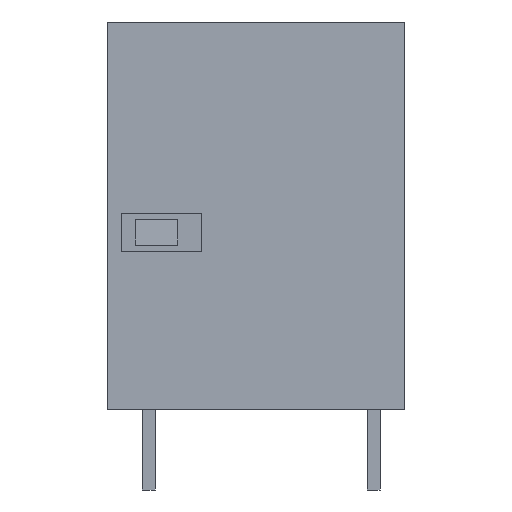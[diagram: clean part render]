
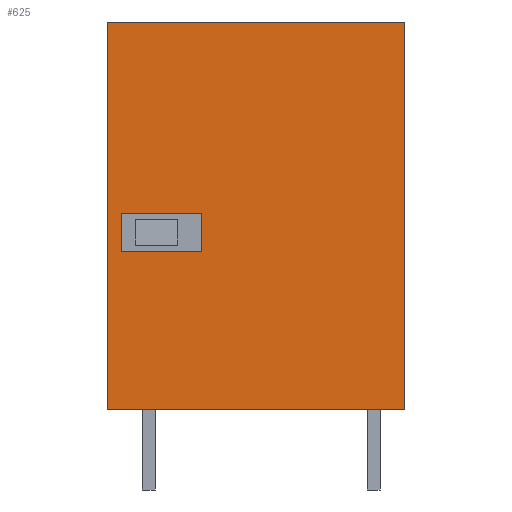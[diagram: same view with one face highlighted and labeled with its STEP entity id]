
A CAD part, left-side view. The second image highlights one B-rep face of the part: STEP entity #625.
In plain terms, the highlighted planar face has unit normal (-1, 0, 0).
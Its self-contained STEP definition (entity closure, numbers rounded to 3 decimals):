
#571=AXIS2_PLACEMENT_3D('Plane Axis2P3D',#568,#569,#570) ;
#49=CARTESIAN_POINT('Vertex',(0.,0.,5.)) ;
#52=CARTESIAN_POINT('Line Origine',(0.,9.25,5.)) ;
#56=CARTESIAN_POINT('Vertex',(0.,18.5,5.)) ;
#148=CARTESIAN_POINT('Line Origine',(0.,0.,17.075)) ;
#152=CARTESIAN_POINT('Vertex',(0.,0.,29.15)) ;
#568=CARTESIAN_POINT('Axis2P3D Location',(0.,18.5,0.)) ;
#573=CARTESIAN_POINT('Line Origine',(0.,9.25,29.15)) ;
#577=CARTESIAN_POINT('Vertex',(0.,18.5,29.15)) ;
#580=CARTESIAN_POINT('Line Origine',(0.,18.5,17.075)) ;
#591=CARTESIAN_POINT('Line Origine',(0.,15.151,17.25)) ;
#595=CARTESIAN_POINT('Vertex',(0.,12.651,17.25)) ;
#597=CARTESIAN_POINT('Vertex',(0.,17.65,17.25)) ;
#600=CARTESIAN_POINT('Line Origine',(0.,12.651,16.05)) ;
#604=CARTESIAN_POINT('Vertex',(0.,12.651,14.85)) ;
#607=CARTESIAN_POINT('Line Origine',(0.,15.151,14.85)) ;
#611=CARTESIAN_POINT('Vertex',(0.,17.65,14.85)) ;
#614=CARTESIAN_POINT('Line Origine',(0.,17.65,16.05)) ;
#53=DIRECTION('Vector Direction',(0.,-1.,0.)) ;
#149=DIRECTION('Vector Direction',(0.,0.,-1.)) ;
#569=DIRECTION('Axis2P3D Direction',(-1.,0.,0.)) ;
#570=DIRECTION('Axis2P3D XDirection',(0.,-1.,0.)) ;
#574=DIRECTION('Vector Direction',(0.,1.,0.)) ;
#581=DIRECTION('Vector Direction',(0.,0.,-1.)) ;
#592=DIRECTION('Vector Direction',(0.,1.,0.)) ;
#601=DIRECTION('Vector Direction',(0.,0.,1.)) ;
#608=DIRECTION('Vector Direction',(0.,-1.,0.)) ;
#615=DIRECTION('Vector Direction',(0.,0.,-1.)) ;
#54=VECTOR('Line Direction',#53,1.) ;
#150=VECTOR('Line Direction',#149,1.) ;
#575=VECTOR('Line Direction',#574,1.) ;
#582=VECTOR('Line Direction',#581,1.) ;
#593=VECTOR('Line Direction',#592,1.) ;
#602=VECTOR('Line Direction',#601,1.) ;
#609=VECTOR('Line Direction',#608,1.) ;
#616=VECTOR('Line Direction',#615,1.) ;
#586=ORIENTED_EDGE('',*,*,#579,.T.) ;
#587=ORIENTED_EDGE('',*,*,#584,.T.) ;
#588=ORIENTED_EDGE('',*,*,#58,.T.) ;
#589=ORIENTED_EDGE('',*,*,#154,.T.) ;
#620=ORIENTED_EDGE('',*,*,#599,.F.) ;
#621=ORIENTED_EDGE('',*,*,#606,.F.) ;
#622=ORIENTED_EDGE('',*,*,#613,.F.) ;
#623=ORIENTED_EDGE('',*,*,#618,.F.) ;
#624=FACE_BOUND('',#619,.T.) ;
#625=ADVANCED_FACE('HOUSING',(#590,#624),#572,.T.) ;
#58=EDGE_CURVE('',#57,#50,#55,.T.) ;
#154=EDGE_CURVE('',#50,#153,#151,.F.) ;
#579=EDGE_CURVE('',#153,#578,#576,.T.) ;
#584=EDGE_CURVE('',#578,#57,#583,.T.) ;
#599=EDGE_CURVE('',#596,#598,#594,.T.) ;
#606=EDGE_CURVE('',#605,#596,#603,.T.) ;
#613=EDGE_CURVE('',#612,#605,#610,.T.) ;
#618=EDGE_CURVE('',#598,#612,#617,.T.) ;
#585=EDGE_LOOP('',(#586,#587,#588,#589)) ;
#619=EDGE_LOOP('',(#620,#621,#622,#623)) ;
#590=FACE_OUTER_BOUND('',#585,.T.) ;
#55=LINE('Line',#52,#54) ;
#151=LINE('Line',#148,#150) ;
#576=LINE('Line',#573,#575) ;
#583=LINE('Line',#580,#582) ;
#594=LINE('Line',#591,#593) ;
#603=LINE('Line',#600,#602) ;
#610=LINE('Line',#607,#609) ;
#617=LINE('Line',#614,#616) ;
#572=PLANE('',#571) ;
#50=VERTEX_POINT('',#49) ;
#57=VERTEX_POINT('',#56) ;
#153=VERTEX_POINT('',#152) ;
#578=VERTEX_POINT('',#577) ;
#596=VERTEX_POINT('',#595) ;
#598=VERTEX_POINT('',#597) ;
#605=VERTEX_POINT('',#604) ;
#612=VERTEX_POINT('',#611) ;
